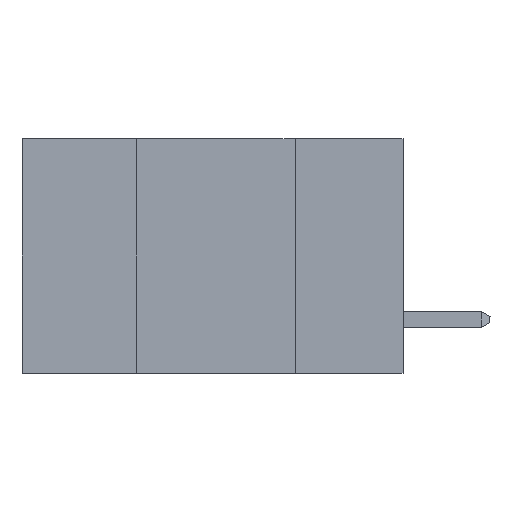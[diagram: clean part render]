
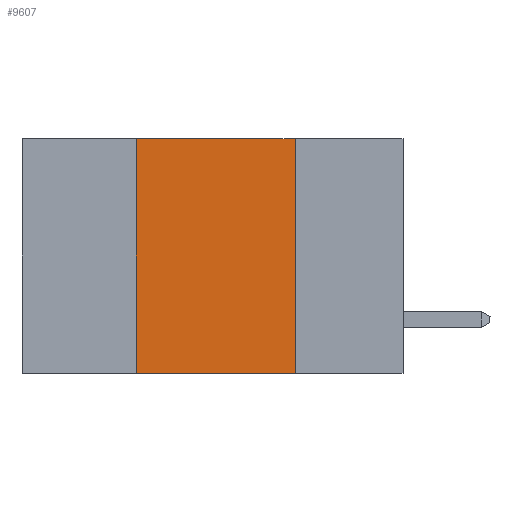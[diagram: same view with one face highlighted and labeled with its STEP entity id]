
A CAD part, left-side view. The second image highlights one B-rep face of the part: STEP entity #9607.
In plain terms, the highlighted planar face has unit normal (-1, 0, 0).
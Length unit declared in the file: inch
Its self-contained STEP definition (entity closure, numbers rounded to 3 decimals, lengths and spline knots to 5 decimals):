
#61 = VERTEX_POINT ( 'NONE', #6703 ) ;
#896 = CARTESIAN_POINT ( 'NONE',  ( 0., 0.6, -0.37 ) ) ;
#996 = VECTOR ( 'NONE', #11846, 39.37008 ) ;
#1047 = VERTEX_POINT ( 'NONE', #11243 ) ;
#1983 = LINE ( 'NONE', #8164, #4103 ) ;
#2940 = PLANE ( 'NONE',  #5263 ) ;
#3720 = EDGE_LOOP ( 'NONE', ( #15666, #5293, #16268, #12309 ) ) ;
#3896 = EDGE_CURVE ( 'NONE', #61, #1047, #5879, .T. ) ;
#4103 = VECTOR ( 'NONE', #6647, 39.37008 ) ;
#4327 = CARTESIAN_POINT ( 'NONE',  ( 0., 0.17, 0. ) ) ;
#5263 = AXIS2_PLACEMENT_3D ( 'NONE', #13496, #18090, #11968 ) ;
#5293 = ORIENTED_EDGE ( 'NONE', *, *, #3896, .F. ) ;
#5552 = EDGE_CURVE ( 'NONE', #10659, #7544, #16351, .T. ) ;
#5559 = VECTOR ( 'NONE', #8719, 39.37008 ) ;
#5879 = LINE ( 'NONE', #13408, #5559 ) ;
#6647 = DIRECTION ( 'NONE',  ( 0., 0., 1. ) ) ;
#6703 = CARTESIAN_POINT ( 'NONE',  ( 0., 0.42, 0. ) ) ;
#7544 = VERTEX_POINT ( 'NONE', #14036 ) ;
#8164 = CARTESIAN_POINT ( 'NONE',  ( 0., 0.42, 0. ) ) ;
#8263 = EDGE_CURVE ( 'NONE', #1047, #7544, #19469, .T. ) ;
#8719 = DIRECTION ( 'NONE',  ( 0., -1., 0. ) ) ;
#9607 = ADVANCED_FACE ( 'NONE', ( #10764 ), #2940, .F. ) ;
#10448 = DIRECTION ( 'NONE',  ( 0., 0., -1. ) ) ;
#10659 = VERTEX_POINT ( 'NONE', #17517 ) ;
#10764 = FACE_OUTER_BOUND ( 'NONE', #3720, .T. ) ;
#11243 = CARTESIAN_POINT ( 'NONE',  ( 0., 0.17, 0. ) ) ;
#11846 = DIRECTION ( 'NONE',  ( 0., -1., 0. ) ) ;
#11968 = DIRECTION ( 'NONE',  ( 0., 0., -1. ) ) ;
#12309 = ORIENTED_EDGE ( 'NONE', *, *, #5552, .T. ) ;
#13408 = CARTESIAN_POINT ( 'NONE',  ( 0., 0.6, 0. ) ) ;
#13496 = CARTESIAN_POINT ( 'NONE',  ( 0., 0.6, 0. ) ) ;
#14036 = CARTESIAN_POINT ( 'NONE',  ( 0., 0.17, -0.37 ) ) ;
#15666 = ORIENTED_EDGE ( 'NONE', *, *, #8263, .F. ) ;
#16268 = ORIENTED_EDGE ( 'NONE', *, *, #18353, .F. ) ;
#16351 = LINE ( 'NONE', #896, #996 ) ;
#17517 = CARTESIAN_POINT ( 'NONE',  ( 0., 0.42, -0.37 ) ) ;
#18090 = DIRECTION ( 'NONE',  ( 1., 0., 0. ) ) ;
#18353 = EDGE_CURVE ( 'NONE', #10659, #61, #1983, .T. ) ;
#19236 = VECTOR ( 'NONE', #10448, 39.37008 ) ;
#19469 = LINE ( 'NONE', #4327, #19236 ) ;
